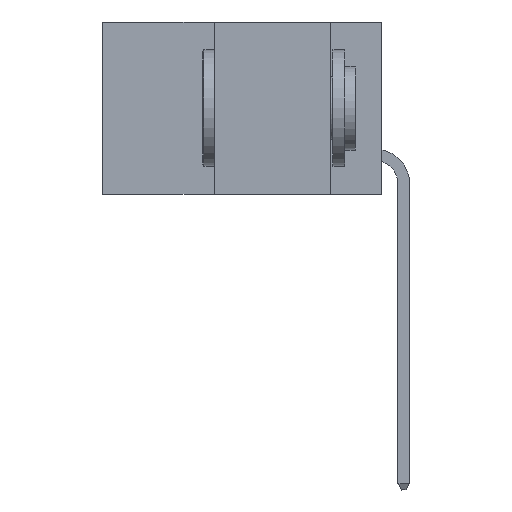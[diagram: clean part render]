
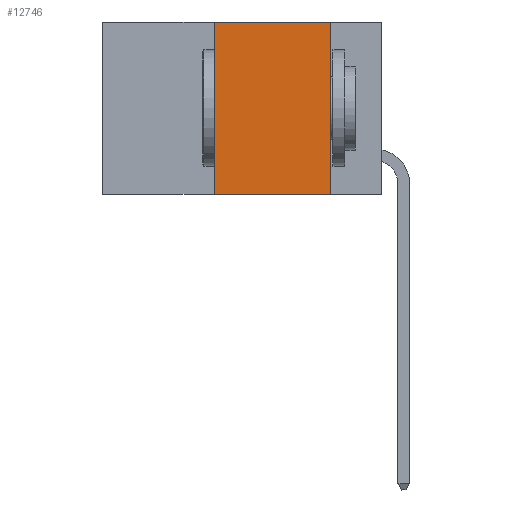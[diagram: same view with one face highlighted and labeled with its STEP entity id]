
A CAD part, left-side view. The second image highlights one B-rep face of the part: STEP entity #12746.
In plain terms, the highlighted planar face has unit normal (-1, 0, 0).
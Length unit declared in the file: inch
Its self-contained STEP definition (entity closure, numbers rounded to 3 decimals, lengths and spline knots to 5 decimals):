
#176 = EDGE_CURVE ( 'NONE', #5313, #7022, #13544, .T. ) ;
#637 = DIRECTION ( 'NONE',  ( 1., 0., 0. ) ) ;
#806 = CARTESIAN_POINT ( 'NONE',  ( 0., 0.11, 0. ) ) ;
#877 = EDGE_CURVE ( 'NONE', #5313, #3442, #5549, .T. ) ;
#1385 = CARTESIAN_POINT ( 'NONE',  ( 0., 0.11, -0.37 ) ) ;
#1610 = ORIENTED_EDGE ( 'NONE', *, *, #877, .F. ) ;
#2430 = ORIENTED_EDGE ( 'NONE', *, *, #7386, .F. ) ;
#2561 = CARTESIAN_POINT ( 'NONE',  ( 0., 0.6, -0.37 ) ) ;
#2750 = CARTESIAN_POINT ( 'NONE',  ( 0., 0.36, 0. ) ) ;
#2835 = AXIS2_PLACEMENT_3D ( 'NONE', #7344, #637, #14153 ) ;
#3357 = CARTESIAN_POINT ( 'NONE',  ( 0., 0.6, 0. ) ) ;
#3442 = VERTEX_POINT ( 'NONE', #5994 ) ;
#5313 = VERTEX_POINT ( 'NONE', #10636 ) ;
#5462 = EDGE_CURVE ( 'NONE', #9276, #7022, #6081, .T. ) ;
#5549 = LINE ( 'NONE', #2750, #7487 ) ;
#5994 = CARTESIAN_POINT ( 'NONE',  ( 0., 0.36, 0. ) ) ;
#6081 = LINE ( 'NONE', #806, #13867 ) ;
#7022 = VERTEX_POINT ( 'NONE', #1385 ) ;
#7076 = DIRECTION ( 'NONE',  ( 0., -1., 0. ) ) ;
#7104 = VECTOR ( 'NONE', #8067, 39.37008 ) ;
#7161 = DIRECTION ( 'NONE',  ( 0., 0., 1. ) ) ;
#7344 = CARTESIAN_POINT ( 'NONE',  ( 0., 0.6, 0. ) ) ;
#7386 = EDGE_CURVE ( 'NONE', #3442, #9276, #8163, .T. ) ;
#7487 = VECTOR ( 'NONE', #7161, 39.37008 ) ;
#8067 = DIRECTION ( 'NONE',  ( 0., -1., 0. ) ) ;
#8071 = CARTESIAN_POINT ( 'NONE',  ( 0., 0.11, 0. ) ) ;
#8163 = LINE ( 'NONE', #3357, #7104 ) ;
#8940 = FACE_OUTER_BOUND ( 'NONE', #13720, .T. ) ;
#9276 = VERTEX_POINT ( 'NONE', #8071 ) ;
#9758 = DIRECTION ( 'NONE',  ( 0., 0., -1. ) ) ;
#10636 = CARTESIAN_POINT ( 'NONE',  ( 0., 0.36, -0.37 ) ) ;
#11214 = ORIENTED_EDGE ( 'NONE', *, *, #176, .T. ) ;
#12481 = VECTOR ( 'NONE', #7076, 39.37008 ) ;
#12746 = ADVANCED_FACE ( 'NONE', ( #8940 ), #13017, .F. ) ;
#12968 = ORIENTED_EDGE ( 'NONE', *, *, #5462, .F. ) ;
#13017 = PLANE ( 'NONE',  #2835 ) ;
#13544 = LINE ( 'NONE', #2561, #12481 ) ;
#13720 = EDGE_LOOP ( 'NONE', ( #12968, #2430, #1610, #11214 ) ) ;
#13867 = VECTOR ( 'NONE', #9758, 39.37008 ) ;
#14153 = DIRECTION ( 'NONE',  ( 0., 0., -1. ) ) ;
